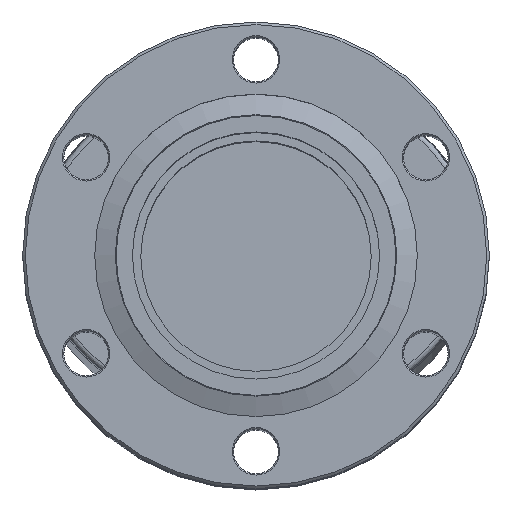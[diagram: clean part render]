
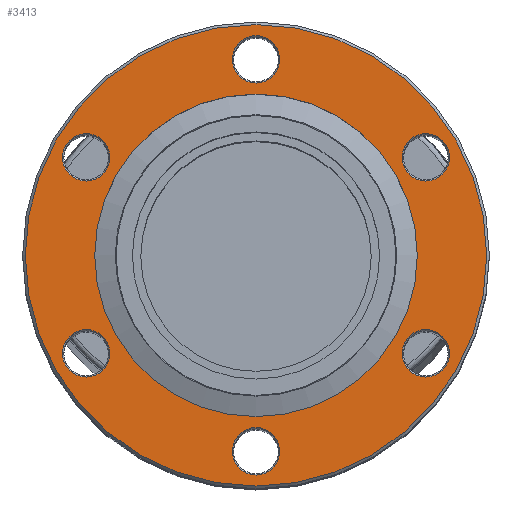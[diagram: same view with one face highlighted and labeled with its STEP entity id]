
A CAD part, front view. The second image highlights one B-rep face of the part: STEP entity #3413.
In plain terms, the highlighted planar face has unit normal (0, -1, 0.015).
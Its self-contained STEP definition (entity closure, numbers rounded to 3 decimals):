
#1766 = DIRECTION ( 'NONE',  ( 0., 0.016, 1. ) ) ;
#1973 = FACE_BOUND ( 'NONE', #33008, .T. ) ;
#2275 = EDGE_LOOP ( 'NONE', ( #15503 ) ) ;
#2370 = EDGE_CURVE ( 'NONE', #5910, #5910, #40710, .T. ) ;
#3029 = CARTESIAN_POINT ( 'NONE',  ( -25.418, -87.259, -4.975 ) ) ;
#3413 = ADVANCED_FACE ( 'NONE', ( #39168, #51588, #42414, #25983, #47272, #1973, #18416, #38900 ), #34880, .F. ) ;
#4344 = DIRECTION ( 'NONE',  ( 0., 0.016, 1. ) ) ;
#5910 = VERTEX_POINT ( 'NONE', #26654 ) ;
#6742 = DIRECTION ( 'NONE',  ( 0., 1., -0.016 ) ) ;
#6832 = VERTEX_POINT ( 'NONE', #27038 ) ;
#7080 = VERTEX_POINT ( 'NONE', #3029 ) ;
#8433 = VERTEX_POINT ( 'NONE', #28118 ) ;
#8516 = DIRECTION ( 'NONE',  ( 0., -0.016, -1. ) ) ;
#8749 = DIRECTION ( 'NONE',  ( 0., 0.016, 1. ) ) ;
#9327 = CIRCLE ( 'NONE', #20518, 34.55 ) ;
#9357 = EDGE_LOOP ( 'NONE', ( #28547 ) ) ;
#10270 = VERTEX_POINT ( 'NONE', #42881 ) ;
#10840 = ORIENTED_EDGE ( 'NONE', *, *, #50070, .T. ) ;
#11567 = AXIS2_PLACEMENT_3D ( 'NONE', #27891, #15228, #31686 ) ;
#12277 = AXIS2_PLACEMENT_3D ( 'NONE', #16827, #33018, #8749 ) ;
#12905 = EDGE_LOOP ( 'NONE', ( #50897 ) ) ;
#13650 = DIRECTION ( 'NONE',  ( 0., 1., -0.016 ) ) ;
#15228 = DIRECTION ( 'NONE',  ( 0., 1., -0.016 ) ) ;
#15503 = ORIENTED_EDGE ( 'NONE', *, *, #49537, .T. ) ;
#16827 = CARTESIAN_POINT ( 'NONE',  ( 25.418, -87.77, -37.871 ) ) ;
#16977 = AXIS2_PLACEMENT_3D ( 'NONE', #20780, #28887, #4344 ) ;
#17016 = AXIS2_PLACEMENT_3D ( 'NONE', #52067, #26747, #30518 ) ;
#18307 = ORIENTED_EDGE ( 'NONE', *, *, #32072, .T. ) ;
#18416 = FACE_OUTER_BOUND ( 'NONE', #34331, .T. ) ;
#18479 = EDGE_CURVE ( 'NONE', #51577, #51577, #34820, .T. ) ;
#19218 = EDGE_CURVE ( 'NONE', #7080, #7080, #21963, .T. ) ;
#20518 = AXIS2_PLACEMENT_3D ( 'NONE', #23808, #52125, #48870 ) ;
#20780 = CARTESIAN_POINT ( 'NONE',  ( -25.418, -87.77, -37.871 ) ) ;
#20871 = EDGE_CURVE ( 'NONE', #6832, #6832, #51278, .T. ) ;
#21079 = AXIS2_PLACEMENT_3D ( 'NONE', #37644, #13650, #1766 ) ;
#21677 = CARTESIAN_POINT ( 'NONE',  ( 0., -87.542, -23.198 ) ) ;
#21963 = CIRCLE ( 'NONE', #21079, 3.55 ) ;
#22659 = VERTEX_POINT ( 'NONE', #31030 ) ;
#22940 = CARTESIAN_POINT ( 'NONE',  ( 0., -87.917, -47.345 ) ) ;
#23808 = CARTESIAN_POINT ( 'NONE',  ( 0., -87.542, -23.198 ) ) ;
#24745 = CIRCLE ( 'NONE', #17016, 3.55 ) ;
#25983 = FACE_BOUND ( 'NONE', #2275, .T. ) ;
#26654 = CARTESIAN_POINT ( 'NONE',  ( 25.418, -87.715, -34.322 ) ) ;
#26747 = DIRECTION ( 'NONE',  ( 0., 1., -0.016 ) ) ;
#27038 = CARTESIAN_POINT ( 'NONE',  ( 0., -87.03, 9.698 ) ) ;
#27725 = EDGE_LOOP ( 'NONE', ( #18307 ) ) ;
#27891 = CARTESIAN_POINT ( 'NONE',  ( 0., -87.998, -52.545 ) ) ;
#28053 = AXIS2_PLACEMENT_3D ( 'NONE', #31005, #6742, #47436 ) ;
#28118 = CARTESIAN_POINT ( 'NONE',  ( -25.418, -87.715, -34.322 ) ) ;
#28547 = ORIENTED_EDGE ( 'NONE', *, *, #2370, .T. ) ;
#28887 = DIRECTION ( 'NONE',  ( 0., 1., -0.016 ) ) ;
#30518 = DIRECTION ( 'NONE',  ( 0., 0.016, 1. ) ) ;
#31005 = CARTESIAN_POINT ( 'NONE',  ( 0., -87.086, 6.148 ) ) ;
#31030 = CARTESIAN_POINT ( 'NONE',  ( 25.418, -87.259, -4.975 ) ) ;
#31686 = DIRECTION ( 'NONE',  ( 0., 0.016, 1. ) ) ;
#31815 = EDGE_LOOP ( 'NONE', ( #39282 ) ) ;
#32072 = EDGE_CURVE ( 'NONE', #8433, #8433, #35955, .T. ) ;
#33008 = EDGE_LOOP ( 'NONE', ( #49330 ) ) ;
#33018 = DIRECTION ( 'NONE',  ( 0., 1., -0.016 ) ) ;
#34331 = EDGE_LOOP ( 'NONE', ( #10840 ) ) ;
#34820 = CIRCLE ( 'NONE', #11567, 3.55 ) ;
#34880 = PLANE ( 'NONE',  #45912 ) ;
#35140 = CARTESIAN_POINT ( 'NONE',  ( 0., -87.943, -48.995 ) ) ;
#35955 = CIRCLE ( 'NONE', #16977, 3.55 ) ;
#37644 = CARTESIAN_POINT ( 'NONE',  ( -25.418, -87.314, -8.525 ) ) ;
#37902 = AXIS2_PLACEMENT_3D ( 'NONE', #48390, #40571, #8516 ) ;
#38900 = FACE_BOUND ( 'NONE', #44762, .T. ) ;
#39168 = FACE_BOUND ( 'NONE', #27725, .T. ) ;
#39282 = ORIENTED_EDGE ( 'NONE', *, *, #20871, .T. ) ;
#40110 = ORIENTED_EDGE ( 'NONE', *, *, #48810, .F. ) ;
#40571 = DIRECTION ( 'NONE',  ( 0., -1., 0.016 ) ) ;
#40710 = CIRCLE ( 'NONE', #12277, 3.55 ) ;
#42414 = FACE_BOUND ( 'NONE', #9357, .T. ) ;
#42881 = CARTESIAN_POINT ( 'NONE',  ( 0., -87.005, 11.348 ) ) ;
#44762 = EDGE_LOOP ( 'NONE', ( #40110 ) ) ;
#45912 = AXIS2_PLACEMENT_3D ( 'NONE', #21677, #50522, #51312 ) ;
#47272 = FACE_BOUND ( 'NONE', #31815, .T. ) ;
#47367 = CIRCLE ( 'NONE', #37902, 24.15 ) ;
#47436 = DIRECTION ( 'NONE',  ( 0., 0.016, 1. ) ) ;
#48390 = CARTESIAN_POINT ( 'NONE',  ( 0., -87.542, -23.198 ) ) ;
#48810 = EDGE_CURVE ( 'NONE', #50165, #50165, #47367, .T. ) ;
#48870 = DIRECTION ( 'NONE',  ( 0., 0.016, 1. ) ) ;
#49330 = ORIENTED_EDGE ( 'NONE', *, *, #19218, .T. ) ;
#49537 = EDGE_CURVE ( 'NONE', #22659, #22659, #24745, .T. ) ;
#50070 = EDGE_CURVE ( 'NONE', #10270, #10270, #9327, .T. ) ;
#50165 = VERTEX_POINT ( 'NONE', #22940 ) ;
#50522 = DIRECTION ( 'NONE',  ( 0., 1., -0.016 ) ) ;
#50897 = ORIENTED_EDGE ( 'NONE', *, *, #18479, .T. ) ;
#51278 = CIRCLE ( 'NONE', #28053, 3.55 ) ;
#51312 = DIRECTION ( 'NONE',  ( 0., 0.016, 1. ) ) ;
#51577 = VERTEX_POINT ( 'NONE', #35140 ) ;
#51588 = FACE_BOUND ( 'NONE', #12905, .T. ) ;
#52067 = CARTESIAN_POINT ( 'NONE',  ( 25.418, -87.314, -8.525 ) ) ;
#52125 = DIRECTION ( 'NONE',  ( 0., -1., 0.016 ) ) ;
